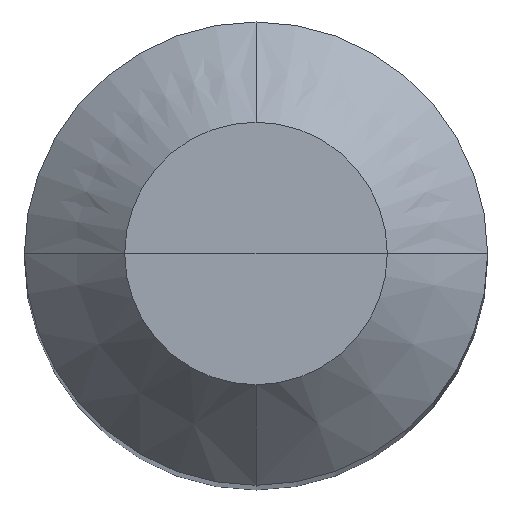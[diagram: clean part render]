
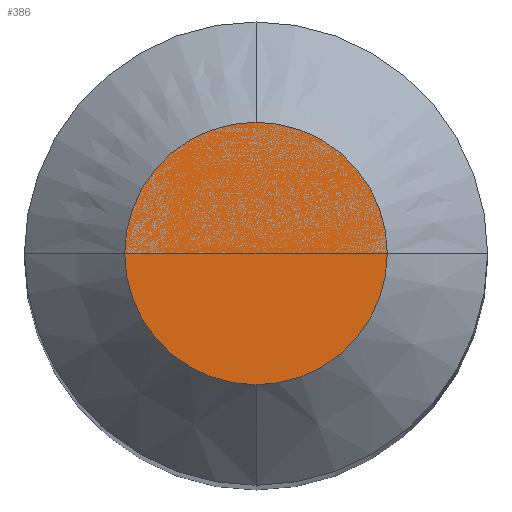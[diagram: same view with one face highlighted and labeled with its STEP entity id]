
A CAD part, top view. The second image highlights one B-rep face of the part: STEP entity #386.
In plain terms, the highlighted face is planar.
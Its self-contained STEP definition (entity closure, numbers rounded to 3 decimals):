
#225=CARTESIAN_POINT('',(0.,0.,0.));
#226=DIRECTION('',(0.,0.,-1.));
#227=DIRECTION('',(0.,1.,0.));
#228=AXIS2_PLACEMENT_3D('',#225,#226,#227);
#233=CARTESIAN_POINT('',(0.,0.,0.));
#234=DIRECTION('',(0.,0.,1.));
#235=DIRECTION('',(0.,1.,0.));
#236=AXIS2_PLACEMENT_3D('',#233,#234,#235);
#272=CARTESIAN_POINT('',(0.,1.7,0.));
#274=VERTEX_POINT('',#272);
#276=CARTESIAN_POINT('',(0.,-1.7,0.));
#278=VERTEX_POINT('',#276);
#377=CARTESIAN_POINT('',(0.,0.,0.));
#378=DIRECTION('',(0.,0.,1.));
#379=DIRECTION('',(0.,-1.,0.));
#380=AXIS2_PLACEMENT_3D('',#377,#378,#379);
#381=PLANE('',#380);
#382=ORIENTED_EDGE('',*,*,#356,.F.);
#383=ORIENTED_EDGE('',*,*,#372,.T.);
#384=EDGE_LOOP('',(#382,#383));
#385=FACE_OUTER_BOUND('',#384,.F.);
#229=CIRCLE('',#228,1.7);
#237=CIRCLE('',#236,1.7);
#356=EDGE_CURVE('',#274,#278,#229,.T.);
#372=EDGE_CURVE('',#274,#278,#237,.T.);
#386=ADVANCED_FACE('',(#385),#381,.F.);
